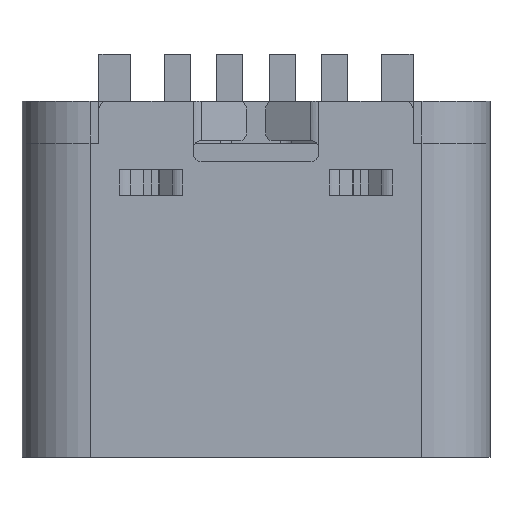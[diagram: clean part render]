
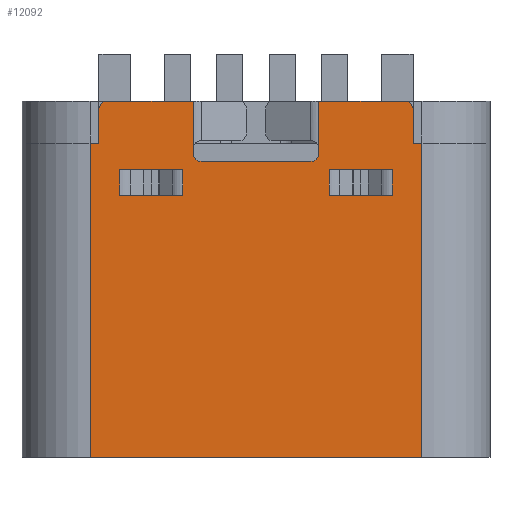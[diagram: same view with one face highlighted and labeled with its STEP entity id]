
A CAD part, top view. The second image highlights one B-rep face of the part: STEP entity #12092.
In plain terms, the highlighted planar face has unit normal (0, 0, 1).
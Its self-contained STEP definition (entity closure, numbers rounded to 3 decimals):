
#1307=LINE('',#19306,#2683);
#1311=LINE('',#19315,#2687);
#1315=LINE('',#19324,#2691);
#1319=LINE('',#19333,#2695);
#1321=LINE('',#19337,#2697);
#1322=LINE('',#19340,#2698);
#1323=LINE('',#19341,#2699);
#1324=LINE('',#19343,#2700);
#1325=LINE('',#19345,#2701);
#1326=LINE('',#19346,#2702);
#1327=LINE('',#19347,#2703);
#1328=LINE('',#19352,#2704);
#1329=LINE('',#19356,#2705);
#1330=LINE('',#19358,#2706);
#1331=LINE('',#19360,#2707);
#1332=LINE('',#19364,#2708);
#1333=LINE('',#19366,#2709);
#1334=LINE('',#19368,#2710);
#1335=LINE('',#19370,#2711);
#1336=LINE('',#19372,#2712);
#1337=LINE('',#19374,#2713);
#1338=LINE('',#19376,#2714);
#1339=LINE('',#19380,#2715);
#1340=LINE('',#19382,#2716);
#1341=LINE('',#19383,#2717);
#1342=LINE('',#19386,#2718);
#1343=LINE('',#19387,#2719);
#1344=LINE('',#19389,#2720);
#1345=LINE('',#19391,#2721);
#1346=LINE('',#19392,#2722);
#2683=VECTOR('',#15704,1000.);
#2687=VECTOR('',#15710,1000.);
#2691=VECTOR('',#15716,1000.);
#2695=VECTOR('',#15722,1000.);
#2697=VECTOR('',#15726,1000.);
#2698=VECTOR('',#15727,1000.);
#2699=VECTOR('',#15728,1000.);
#2700=VECTOR('',#15729,1000.);
#2701=VECTOR('',#15730,1000.);
#2702=VECTOR('',#15731,1000.);
#2703=VECTOR('',#15732,1000.);
#2704=VECTOR('',#15735,1000.);
#2705=VECTOR('',#15738,1000.);
#2706=VECTOR('',#15739,1000.);
#2707=VECTOR('',#15740,1000.);
#2708=VECTOR('',#15743,1000.);
#2709=VECTOR('',#15744,1000.);
#2710=VECTOR('',#15745,1000.);
#2711=VECTOR('',#15746,1000.);
#2712=VECTOR('',#15747,1000.);
#2713=VECTOR('',#15748,1000.);
#2714=VECTOR('',#15749,1000.);
#2715=VECTOR('',#15752,1000.);
#2716=VECTOR('',#15753,1000.);
#2717=VECTOR('',#15754,1000.);
#2718=VECTOR('',#15755,1000.);
#2719=VECTOR('',#15756,1000.);
#2720=VECTOR('',#15757,1000.);
#2721=VECTOR('',#15758,1000.);
#2722=VECTOR('',#15759,1000.);
#5468=ORIENTED_EDGE('',*,*,#7863,.F.);
#5469=ORIENTED_EDGE('',*,*,#7864,.F.);
#5470=ORIENTED_EDGE('',*,*,#7853,.F.);
#5471=ORIENTED_EDGE('',*,*,#7865,.T.);
#5472=ORIENTED_EDGE('',*,*,#7866,.F.);
#5473=ORIENTED_EDGE('',*,*,#7867,.F.);
#5474=ORIENTED_EDGE('',*,*,#7849,.F.);
#5475=ORIENTED_EDGE('',*,*,#7868,.T.);
#5476=ORIENTED_EDGE('',*,*,#7869,.F.);
#5477=ORIENTED_EDGE('',*,*,#7870,.T.);
#5478=ORIENTED_EDGE('',*,*,#7871,.F.);
#5479=ORIENTED_EDGE('',*,*,#7872,.T.);
#5480=ORIENTED_EDGE('',*,*,#7873,.F.);
#5481=ORIENTED_EDGE('',*,*,#7874,.F.);
#5482=ORIENTED_EDGE('',*,*,#7875,.T.);
#5483=ORIENTED_EDGE('',*,*,#7876,.T.);
#5484=ORIENTED_EDGE('',*,*,#7877,.F.);
#5485=ORIENTED_EDGE('',*,*,#7878,.T.);
#5486=ORIENTED_EDGE('',*,*,#7879,.F.);
#5487=ORIENTED_EDGE('',*,*,#7880,.F.);
#5488=ORIENTED_EDGE('',*,*,#7881,.T.);
#5489=ORIENTED_EDGE('',*,*,#7882,.F.);
#5490=ORIENTED_EDGE('',*,*,#7883,.F.);
#5491=ORIENTED_EDGE('',*,*,#7884,.T.);
#5492=ORIENTED_EDGE('',*,*,#7885,.T.);
#5493=ORIENTED_EDGE('',*,*,#7886,.T.);
#5494=ORIENTED_EDGE('',*,*,#7887,.F.);
#5495=ORIENTED_EDGE('',*,*,#7888,.F.);
#5496=ORIENTED_EDGE('',*,*,#7857,.F.);
#5497=ORIENTED_EDGE('',*,*,#7889,.T.);
#5498=ORIENTED_EDGE('',*,*,#7890,.F.);
#5499=ORIENTED_EDGE('',*,*,#7891,.F.);
#5500=ORIENTED_EDGE('',*,*,#7861,.F.);
#5501=ORIENTED_EDGE('',*,*,#7892,.T.);
#7849=EDGE_CURVE('',#9214,#9215,#1307,.T.);
#7853=EDGE_CURVE('',#9218,#9219,#1311,.T.);
#7857=EDGE_CURVE('',#9222,#9223,#1315,.T.);
#7861=EDGE_CURVE('',#9226,#9227,#1319,.T.);
#7863=EDGE_CURVE('',#9228,#9229,#1321,.T.);
#7864=EDGE_CURVE('',#9219,#9228,#1322,.T.);
#7865=EDGE_CURVE('',#9218,#9230,#1323,.T.);
#7866=EDGE_CURVE('',#9231,#9230,#1324,.T.);
#7867=EDGE_CURVE('',#9215,#9231,#1325,.T.);
#7868=EDGE_CURVE('',#9214,#9229,#1326,.T.);
#7869=EDGE_CURVE('',#9232,#9233,#1327,.T.);
#7870=EDGE_CURVE('',#9232,#9234,#9785,.T.);
#7871=EDGE_CURVE('',#9235,#9234,#1328,.T.);
#7872=EDGE_CURVE('',#9235,#9236,#9786,.T.);
#7873=EDGE_CURVE('',#9237,#9236,#1329,.T.);
#7874=EDGE_CURVE('',#9238,#9237,#1330,.T.);
#7875=EDGE_CURVE('',#9238,#9239,#1331,.T.);
#7876=EDGE_CURVE('',#9239,#9240,#9787,.F.);
#7877=EDGE_CURVE('',#9241,#9240,#1332,.T.);
#7878=EDGE_CURVE('',#9241,#9242,#1333,.T.);
#7879=EDGE_CURVE('',#9243,#9242,#1334,.T.);
#7880=EDGE_CURVE('',#9244,#9243,#1335,.T.);
#7881=EDGE_CURVE('',#9244,#9245,#1336,.T.);
#7882=EDGE_CURVE('',#9246,#9245,#1337,.T.);
#7883=EDGE_CURVE('',#9247,#9246,#1338,.T.);
#7884=EDGE_CURVE('',#9247,#9248,#9788,.F.);
#7885=EDGE_CURVE('',#9248,#9249,#1339,.T.);
#7886=EDGE_CURVE('',#9249,#9233,#1340,.T.);
#7887=EDGE_CURVE('',#9250,#9251,#1341,.T.);
#7888=EDGE_CURVE('',#9223,#9250,#1342,.T.);
#7889=EDGE_CURVE('',#9222,#9252,#1343,.T.);
#7890=EDGE_CURVE('',#9253,#9252,#1344,.T.);
#7891=EDGE_CURVE('',#9227,#9253,#1345,.T.);
#7892=EDGE_CURVE('',#9226,#9251,#1346,.T.);
#9214=VERTEX_POINT('',#19305);
#9215=VERTEX_POINT('',#19307);
#9218=VERTEX_POINT('',#19314);
#9219=VERTEX_POINT('',#19316);
#9222=VERTEX_POINT('',#19323);
#9223=VERTEX_POINT('',#19325);
#9226=VERTEX_POINT('',#19332);
#9227=VERTEX_POINT('',#19334);
#9228=VERTEX_POINT('',#19338);
#9229=VERTEX_POINT('',#19339);
#9230=VERTEX_POINT('',#19342);
#9231=VERTEX_POINT('',#19344);
#9232=VERTEX_POINT('',#19348);
#9233=VERTEX_POINT('',#19349);
#9234=VERTEX_POINT('',#19351);
#9235=VERTEX_POINT('',#19353);
#9236=VERTEX_POINT('',#19355);
#9237=VERTEX_POINT('',#19357);
#9238=VERTEX_POINT('',#19359);
#9239=VERTEX_POINT('',#19361);
#9240=VERTEX_POINT('',#19363);
#9241=VERTEX_POINT('',#19365);
#9242=VERTEX_POINT('',#19367);
#9243=VERTEX_POINT('',#19369);
#9244=VERTEX_POINT('',#19371);
#9245=VERTEX_POINT('',#19373);
#9246=VERTEX_POINT('',#19375);
#9247=VERTEX_POINT('',#19377);
#9248=VERTEX_POINT('',#19379);
#9249=VERTEX_POINT('',#19381);
#9250=VERTEX_POINT('',#19384);
#9251=VERTEX_POINT('',#19385);
#9252=VERTEX_POINT('',#19388);
#9253=VERTEX_POINT('',#19390);
#9785=CIRCLE('',#13041,0.15);
#9786=CIRCLE('',#13042,0.15);
#9787=CIRCLE('',#13043,0.15);
#9788=CIRCLE('',#13044,0.15);
#10382=EDGE_LOOP('',(#5468,#5469,#5470,#5471,#5472,#5473,#5474,#5475));
#10383=EDGE_LOOP('',(#5476,#5477,#5478,#5479,#5480,#5481,#5482,#5483,#5484,
#5485,#5486,#5487,#5488,#5489,#5490,#5491,#5492,#5493));
#10384=EDGE_LOOP('',(#5494,#5495,#5496,#5497,#5498,#5499,#5500,#5501));
#11031=FACE_BOUND('',#10382,.T.);
#11032=FACE_BOUND('',#10383,.T.);
#11033=FACE_BOUND('',#10384,.T.);
#11550=PLANE('',#13040);
#12092=ADVANCED_FACE('',(#11031,#11032,#11033),#11550,.F.);
#13040=AXIS2_PLACEMENT_3D('',#19336,#15724,#15725);
#13041=AXIS2_PLACEMENT_3D('',#19350,#15733,#15734);
#13042=AXIS2_PLACEMENT_3D('',#19354,#15736,#15737);
#13043=AXIS2_PLACEMENT_3D('',#19362,#15741,#15742);
#13044=AXIS2_PLACEMENT_3D('',#19378,#15750,#15751);
#15704=DIRECTION('',(0.,-1.,0.));
#15710=DIRECTION('',(0.,1.,0.));
#15716=DIRECTION('',(0.,1.,0.));
#15722=DIRECTION('',(0.,-1.,0.));
#15724=DIRECTION('',(0.,0.,-1.));
#15725=DIRECTION('',(-1.,0.,0.));
#15726=DIRECTION('',(0.,-1.,0.));
#15727=DIRECTION('',(-1.,0.,0.));
#15728=DIRECTION('',(0.,-1.,0.));
#15729=DIRECTION('',(0.,1.,0.));
#15730=DIRECTION('',(1.,0.,0.));
#15731=DIRECTION('',(0.,1.,0.));
#15732=DIRECTION('',(0.,1.,0.));
#15733=DIRECTION('',(0.,0.,-1.));
#15734=DIRECTION('',(-1.,0.,0.));
#15735=DIRECTION('',(1.,0.,0.));
#15736=DIRECTION('',(0.,0.,-1.));
#15737=DIRECTION('',(-1.,0.,0.));
#15738=DIRECTION('',(0.,-1.,0.));
#15739=DIRECTION('',(0.,-1.,0.));
#15740=DIRECTION('',(-1.,0.,0.));
#15741=DIRECTION('',(0.,0.,-1.));
#15742=DIRECTION('',(-1.,0.,0.));
#15743=DIRECTION('',(0.,1.,0.));
#15744=DIRECTION('',(-1.,0.,0.));
#15745=DIRECTION('',(0.,1.,0.));
#15746=DIRECTION('',(-1.,0.,0.));
#15747=DIRECTION('',(0.,1.,0.));
#15748=DIRECTION('',(1.,0.,0.));
#15749=DIRECTION('',(0.,-1.,0.));
#15750=DIRECTION('',(0.,0.,-1.));
#15751=DIRECTION('',(-1.,0.,0.));
#15752=DIRECTION('',(-1.,0.,0.));
#15753=DIRECTION('',(0.,-1.,0.));
#15754=DIRECTION('',(0.,-1.,0.));
#15755=DIRECTION('',(-1.,0.,0.));
#15756=DIRECTION('',(0.,-1.,0.));
#15757=DIRECTION('',(0.,1.,0.));
#15758=DIRECTION('',(1.,0.,0.));
#15759=DIRECTION('',(0.,1.,0.));
#19305=CARTESIAN_POINT('',(1.4,5.002,1.58));
#19306=CARTESIAN_POINT('',(1.4,5.,1.58));
#19307=CARTESIAN_POINT('',(1.4,5.,1.58));
#19314=CARTESIAN_POINT('',(2.6,5.498,1.58));
#19315=CARTESIAN_POINT('',(2.6,5.5,1.58));
#19316=CARTESIAN_POINT('',(2.6,5.5,1.58));
#19323=CARTESIAN_POINT('',(-1.4,5.498,1.58));
#19324=CARTESIAN_POINT('',(-1.4,5.5,1.58));
#19325=CARTESIAN_POINT('',(-1.4,5.5,1.58));
#19332=CARTESIAN_POINT('',(-2.6,5.002,1.58));
#19333=CARTESIAN_POINT('',(-2.6,5.,1.58));
#19334=CARTESIAN_POINT('',(-2.6,5.,1.58));
#19336=CARTESIAN_POINT('',(-3.17,0.,1.58));
#19337=CARTESIAN_POINT('',(1.4,5.,1.58));
#19338=CARTESIAN_POINT('',(1.4,5.5,1.58));
#19339=CARTESIAN_POINT('',(1.4,5.498,1.58));
#19340=CARTESIAN_POINT('',(1.4,5.5,1.58));
#19341=CARTESIAN_POINT('',(2.6,5.498,1.58));
#19342=CARTESIAN_POINT('',(2.6,5.002,1.58));
#19343=CARTESIAN_POINT('',(2.6,5.5,1.58));
#19344=CARTESIAN_POINT('',(2.6,5.,1.58));
#19345=CARTESIAN_POINT('',(2.6,5.,1.58));
#19346=CARTESIAN_POINT('',(1.4,5.002,1.58));
#19347=CARTESIAN_POINT('',(1.2,5.65,1.58));
#19348=CARTESIAN_POINT('',(1.2,5.8,1.58));
#19349=CARTESIAN_POINT('',(1.2,5.902,1.58));
#19350=CARTESIAN_POINT('',(1.05,5.8,1.58));
#19351=CARTESIAN_POINT('',(1.05,5.65,1.58));
#19352=CARTESIAN_POINT('',(-1.2,5.65,1.58));
#19353=CARTESIAN_POINT('',(-1.05,5.65,1.58));
#19354=CARTESIAN_POINT('',(-1.05,5.8,1.58));
#19355=CARTESIAN_POINT('',(-1.2,5.8,1.58));
#19356=CARTESIAN_POINT('',(-1.2,6.8,1.58));
#19357=CARTESIAN_POINT('',(-1.2,5.902,1.58));
#19358=CARTESIAN_POINT('',(-1.2,6.8,1.58));
#19359=CARTESIAN_POINT('',(-1.2,6.8,1.58));
#19360=CARTESIAN_POINT('',(-3.17,6.8,1.58));
#19361=CARTESIAN_POINT('',(-2.85,6.8,1.58));
#19362=CARTESIAN_POINT('',(-2.85,6.65,1.58));
#19363=CARTESIAN_POINT('',(-3.,6.65,1.58));
#19364=CARTESIAN_POINT('',(-3.,6.,1.58));
#19365=CARTESIAN_POINT('',(-3.,6.,1.58));
#19366=CARTESIAN_POINT('',(-3.,6.,1.58));
#19367=CARTESIAN_POINT('',(-3.17,6.,1.58));
#19368=CARTESIAN_POINT('',(-3.17,0.,1.58));
#19369=CARTESIAN_POINT('',(-3.17,0.,1.58));
#19370=CARTESIAN_POINT('',(-3.17,0.,1.58));
#19371=CARTESIAN_POINT('',(3.17,0.,1.58));
#19372=CARTESIAN_POINT('',(3.17,0.,1.58));
#19373=CARTESIAN_POINT('',(3.17,6.,1.58));
#19374=CARTESIAN_POINT('',(3.,6.,1.58));
#19375=CARTESIAN_POINT('',(3.,6.,1.58));
#19376=CARTESIAN_POINT('',(3.,6.8,1.58));
#19377=CARTESIAN_POINT('',(3.,6.65,1.58));
#19378=CARTESIAN_POINT('',(2.85,6.65,1.58));
#19379=CARTESIAN_POINT('',(2.85,6.8,1.58));
#19380=CARTESIAN_POINT('',(-3.17,6.8,1.58));
#19381=CARTESIAN_POINT('',(1.2,6.8,1.58));
#19382=CARTESIAN_POINT('',(1.2,6.8,1.58));
#19383=CARTESIAN_POINT('',(-2.6,5.,1.58));
#19384=CARTESIAN_POINT('',(-2.6,5.5,1.58));
#19385=CARTESIAN_POINT('',(-2.6,5.498,1.58));
#19386=CARTESIAN_POINT('',(-2.6,5.5,1.58));
#19387=CARTESIAN_POINT('',(-1.4,5.498,1.58));
#19388=CARTESIAN_POINT('',(-1.4,5.002,1.58));
#19389=CARTESIAN_POINT('',(-1.4,5.5,1.58));
#19390=CARTESIAN_POINT('',(-1.4,5.,1.58));
#19391=CARTESIAN_POINT('',(-1.4,5.,1.58));
#19392=CARTESIAN_POINT('',(-2.6,5.002,1.58));
